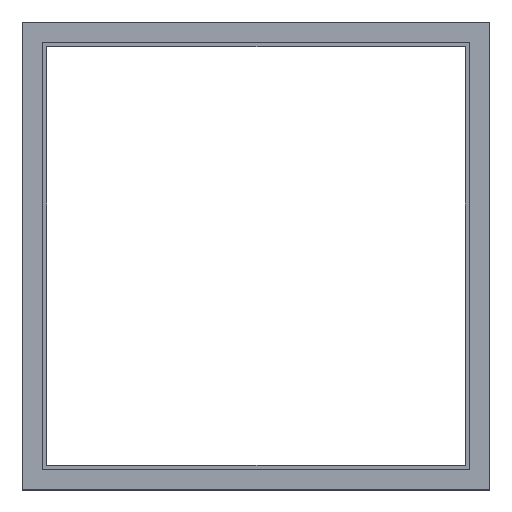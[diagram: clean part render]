
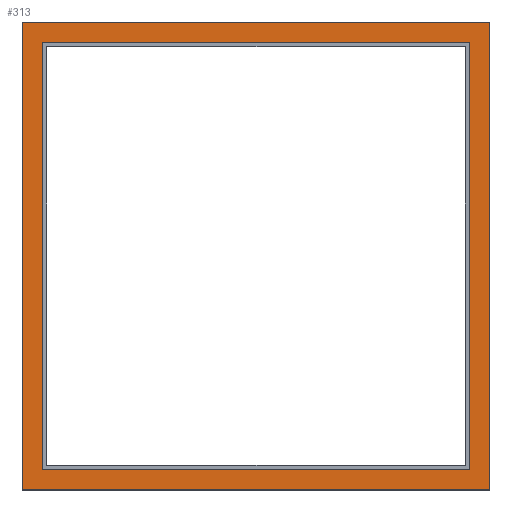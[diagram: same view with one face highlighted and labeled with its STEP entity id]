
A CAD part, top view. The second image highlights one B-rep face of the part: STEP entity #313.
In plain terms, the highlighted planar face has unit normal (0, 0, 1).
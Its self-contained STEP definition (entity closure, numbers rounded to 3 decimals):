
#2 = CARTESIAN_POINT ( 'NONE',  ( -250., 250., 57.15 ) ) ;
#11 = VECTOR ( 'NONE', #179, 1000. ) ;
#19 = CARTESIAN_POINT ( 'NONE',  ( -250., -250., 57.15 ) ) ;
#30 = EDGE_CURVE ( 'NONE', #336, #357, #223, .T. ) ;
#35 = LINE ( 'NONE', #251, #407 ) ;
#38 = VECTOR ( 'NONE', #433, 1000. ) ;
#41 = EDGE_CURVE ( 'NONE', #289, #410, #290, .T. ) ;
#61 = CARTESIAN_POINT ( 'NONE',  ( 0., 228.5, 57.15 ) ) ;
#64 = DIRECTION ( 'NONE',  ( 1., 0., 0. ) ) ;
#70 = CARTESIAN_POINT ( 'NONE',  ( -228.5, 0., 57.15 ) ) ;
#74 = CARTESIAN_POINT ( 'NONE',  ( 250., -250., 57.15 ) ) ;
#75 = FACE_OUTER_BOUND ( 'NONE', #194, .T. ) ;
#92 = ORIENTED_EDGE ( 'NONE', *, *, #316, .T. ) ;
#102 = EDGE_CURVE ( 'NONE', #180, #117, #347, .T. ) ;
#105 = DIRECTION ( 'NONE',  ( 0., 0., -1. ) ) ;
#117 = VERTEX_POINT ( 'NONE', #476 ) ;
#122 = DIRECTION ( 'NONE',  ( 0., 1., 0. ) ) ;
#136 = EDGE_LOOP ( 'NONE', ( #162, #211, #400, #399 ) ) ;
#140 = DIRECTION ( 'NONE',  ( 1., 0., 0. ) ) ;
#162 = ORIENTED_EDGE ( 'NONE', *, *, #412, .F. ) ;
#173 = LINE ( 'NONE', #283, #279 ) ;
#177 = PLANE ( 'NONE',  #235 ) ;
#179 = DIRECTION ( 'NONE',  ( 1., 0., 0. ) ) ;
#180 = VERTEX_POINT ( 'NONE', #325 ) ;
#192 = DIRECTION ( 'NONE',  ( 0., 1., 0. ) ) ;
#194 = EDGE_LOOP ( 'NONE', ( #421, #92, #444, #365 ) ) ;
#196 = CARTESIAN_POINT ( 'NONE',  ( 250., -250., 57.15 ) ) ;
#198 = EDGE_CURVE ( 'NONE', #357, #410, #173, .T. ) ;
#210 = CARTESIAN_POINT ( 'NONE',  ( -250., -250., 57.15 ) ) ;
#211 = ORIENTED_EDGE ( 'NONE', *, *, #244, .T. ) ;
#223 = LINE ( 'NONE', #19, #443 ) ;
#235 = AXIS2_PLACEMENT_3D ( 'NONE', #398, #105, #446 ) ;
#244 = EDGE_CURVE ( 'NONE', #348, #180, #360, .T. ) ;
#248 = CARTESIAN_POINT ( 'NONE',  ( -228.5, -228.5, 57.15 ) ) ;
#251 = CARTESIAN_POINT ( 'NONE',  ( 228.5, 0., 57.15 ) ) ;
#254 = VECTOR ( 'NONE', #192, 1000. ) ;
#255 = CARTESIAN_POINT ( 'NONE',  ( 228.5, -228.5, 57.15 ) ) ;
#258 = DIRECTION ( 'NONE',  ( 0., 1., 0. ) ) ;
#260 = CARTESIAN_POINT ( 'NONE',  ( 0., -228.5, 57.15 ) ) ;
#279 = VECTOR ( 'NONE', #64, 1000. ) ;
#283 = CARTESIAN_POINT ( 'NONE',  ( -250., 250., 57.15 ) ) ;
#288 = DIRECTION ( 'NONE',  ( 0., 1., 0. ) ) ;
#289 = VERTEX_POINT ( 'NONE', #74 ) ;
#290 = LINE ( 'NONE', #196, #254 ) ;
#303 = VERTEX_POINT ( 'NONE', #255 ) ;
#305 = EDGE_CURVE ( 'NONE', #303, #117, #35, .T. ) ;
#311 = VECTOR ( 'NONE', #140, 1000. ) ;
#313 = ADVANCED_FACE ( 'NONE', ( #387, #75 ), #177, .F. ) ;
#316 = EDGE_CURVE ( 'NONE', #336, #289, #432, .T. ) ;
#325 = CARTESIAN_POINT ( 'NONE',  ( -228.5, 228.5, 57.15 ) ) ;
#336 = VERTEX_POINT ( 'NONE', #210 ) ;
#337 = CARTESIAN_POINT ( 'NONE',  ( 250., 250., 57.15 ) ) ;
#347 = LINE ( 'NONE', #61, #38 ) ;
#348 = VERTEX_POINT ( 'NONE', #248 ) ;
#357 = VERTEX_POINT ( 'NONE', #2 ) ;
#360 = LINE ( 'NONE', #70, #396 ) ;
#364 = CARTESIAN_POINT ( 'NONE',  ( -250., -250., 57.15 ) ) ;
#365 = ORIENTED_EDGE ( 'NONE', *, *, #198, .F. ) ;
#384 = LINE ( 'NONE', #260, #11 ) ;
#387 = FACE_BOUND ( 'NONE', #136, .T. ) ;
#396 = VECTOR ( 'NONE', #288, 1000. ) ;
#398 = CARTESIAN_POINT ( 'NONE',  ( 0., 0., 57.15 ) ) ;
#399 = ORIENTED_EDGE ( 'NONE', *, *, #305, .F. ) ;
#400 = ORIENTED_EDGE ( 'NONE', *, *, #102, .T. ) ;
#407 = VECTOR ( 'NONE', #258, 1000. ) ;
#410 = VERTEX_POINT ( 'NONE', #337 ) ;
#412 = EDGE_CURVE ( 'NONE', #348, #303, #384, .T. ) ;
#421 = ORIENTED_EDGE ( 'NONE', *, *, #30, .F. ) ;
#432 = LINE ( 'NONE', #364, #311 ) ;
#433 = DIRECTION ( 'NONE',  ( 1., 0., 0. ) ) ;
#443 = VECTOR ( 'NONE', #122, 1000. ) ;
#444 = ORIENTED_EDGE ( 'NONE', *, *, #41, .T. ) ;
#446 = DIRECTION ( 'NONE',  ( -1., 0., 0. ) ) ;
#476 = CARTESIAN_POINT ( 'NONE',  ( 228.5, 228.5, 57.15 ) ) ;
